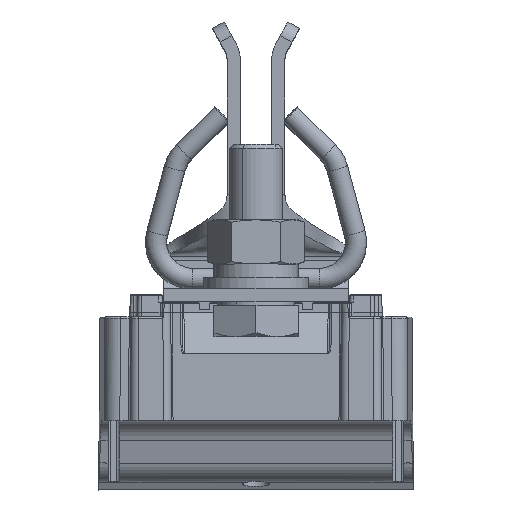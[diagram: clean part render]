
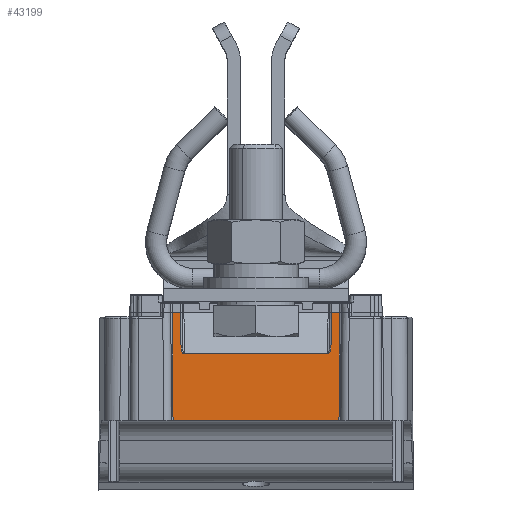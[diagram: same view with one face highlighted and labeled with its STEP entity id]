
A CAD part, top view. The second image highlights one B-rep face of the part: STEP entity #43199.
In plain terms, the highlighted face is planar.
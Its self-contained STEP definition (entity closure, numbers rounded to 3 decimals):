
#8340=CARTESIAN_POINT('',(15.895,-75.605,33.5));
#8942=DIRECTION('',(-1.,0.,0.));
#8943=VECTOR('',#8942,1.6);
#8944=CARTESIAN_POINT('',(15.895,-75.605,33.5));
#8945=LINE('',#8944,#8943);
#8956=DIRECTION('',(1.,0.,0.));
#8957=VECTOR('',#8956,1.6);
#8958=CARTESIAN_POINT('',(-15.895,-75.605,
33.5));
#8959=LINE('',#8958,#8957);
#8963=DIRECTION('',(0.006,-0.006,-1.));
#8964=VECTOR('',#8963,6.707);
#8965=CARTESIAN_POINT('',(-14.295,-75.605,
33.5));
#8966=LINE('',#8965,#8964);
#8970=DIRECTION('',(0.006,0.006,1.));
#8971=VECTOR('',#8970,6.707);
#8972=CARTESIAN_POINT('',(14.256,-75.644,26.793));
#8973=LINE('',#8972,#8971);
#8977=DIRECTION('',(-0.006,-0.006,-1.));
#8978=VECTOR('',#8977,20.501);
#8979=CARTESIAN_POINT('',(15.895,-75.605,33.5));
#8980=LINE('',#8979,#8978);
#8984=DIRECTION('',(-1.,0.,0.));
#8985=VECTOR('',#8984,31.551);
#8986=CARTESIAN_POINT('',(15.776,-75.724,13.));
#8987=LINE('',#8986,#8985);
#8991=DIRECTION('',(-0.006,0.006,1.));
#8992=VECTOR('',#8991,20.501);
#8993=CARTESIAN_POINT('',(-15.776,-75.724,
13.));
#8994=LINE('',#8993,#8992);
#9227=CARTESIAN_POINT('',(14.256,-75.644,26.793));
#9228=CARTESIAN_POINT('',(14.232,-75.646,26.547));
#9229=CARTESIAN_POINT('',(14.184,-75.648,26.157));
#9230=CARTESIAN_POINT('',(14.088,-75.649,26.027));
#9231=CARTESIAN_POINT('',(14.043,-75.649,25.924));
#9232=CARTESIAN_POINT('',(14.014,-75.65,25.878));
#9233=CARTESIAN_POINT('',(13.987,-75.65,25.841));
#9234=CARTESIAN_POINT('',(13.901,-75.65,25.755));
#9235=CARTESIAN_POINT('',(13.766,-75.651,25.663));
#9236=CARTESIAN_POINT('',(13.689,-75.651,25.652));
#9237=CARTESIAN_POINT('',(13.651,-75.651,25.654));
#9242=DIRECTION('',(-1.,0.,0.));
#9243=VECTOR('',#9242,27.302);
#9244=CARTESIAN_POINT('',(13.651,-75.651,25.654));
#9245=LINE('',#9244,#9243);
#9283=CARTESIAN_POINT('',(-13.651,-75.651,
25.654));
#9284=CARTESIAN_POINT('',(-13.692,-75.651,
25.652));
#9285=CARTESIAN_POINT('',(-13.772,-75.651,
25.665));
#9286=CARTESIAN_POINT('',(-13.895,-75.65,
25.751));
#9287=CARTESIAN_POINT('',(-13.989,-75.65,
25.846));
#9288=CARTESIAN_POINT('',(-14.014,-75.65,
25.882));
#9289=CARTESIAN_POINT('',(-14.046,-75.649,
25.922));
#9290=CARTESIAN_POINT('',(-14.086,-75.649,
26.028));
#9291=CARTESIAN_POINT('',(-14.186,-75.648,
26.161));
#9292=CARTESIAN_POINT('',(-14.232,-75.646,
26.549));
#9293=CARTESIAN_POINT('',(-14.256,-75.644,
26.793));
#24972=VERTEX_POINT('',#8340);
#25113=CARTESIAN_POINT('',(14.295,-75.605,
33.5));
#25114=VERTEX_POINT('',#25113);
#25115=CARTESIAN_POINT('',(-15.895,-75.605,
33.5));
#25116=CARTESIAN_POINT('',(-14.295,-75.605,
33.5));
#25117=VERTEX_POINT('',#25115);
#25118=VERTEX_POINT('',#25116);
#25119=CARTESIAN_POINT('',(-14.256,-75.644,
26.793));
#25120=VERTEX_POINT('',#25119);
#25121=VERTEX_POINT('',#9283);
#25122=CARTESIAN_POINT('',(13.651,-75.651,
25.654));
#25123=VERTEX_POINT('',#25122);
#25124=VERTEX_POINT('',#9227);
#25125=CARTESIAN_POINT('',(15.776,-75.724,
13.));
#25126=VERTEX_POINT('',#25125);
#25127=CARTESIAN_POINT('',(-15.776,-75.724,
13.));
#25128=VERTEX_POINT('',#25127);
#43173=CARTESIAN_POINT('',(0.,-75.8,0.));
#43174=DIRECTION('',(0.,-1.,0.006));
#43175=DIRECTION('',(-1.,0.,0.));
#43176=AXIS2_PLACEMENT_3D('',#43173,#43174,#43175);
#43177=PLANE('',#43176);
#43179=ORIENTED_EDGE('',*,*,#43178,.T.);
#43181=ORIENTED_EDGE('',*,*,#43180,.T.);
#43183=ORIENTED_EDGE('',*,*,#43182,.F.);
#43185=ORIENTED_EDGE('',*,*,#43184,.F.);
#43187=ORIENTED_EDGE('',*,*,#43186,.F.);
#43189=ORIENTED_EDGE('',*,*,#43188,.T.);
#43190=ORIENTED_EDGE('',*,*,#43159,.F.);
#43192=ORIENTED_EDGE('',*,*,#43191,.T.);
#43194=ORIENTED_EDGE('',*,*,#43193,.T.);
#43196=ORIENTED_EDGE('',*,*,#43195,.T.);
#43197=EDGE_LOOP('',(#43179,#43181,#43183,#43185,#43187,#43189,#43190,#43192,
#43194,#43196));
#43198=FACE_OUTER_BOUND('',#43197,.F.);
#9238=B_SPLINE_CURVE_WITH_KNOTS('',3,(#9227,#9228,#9229,#9230,#9231,#9232,#9233,
#9234,#9235,#9236,#9237),.UNSPECIFIED.,.F.,.F.,(4,1,1,1,1,1,1,1,4),(0.,
0.125,0.25,0.375,0.5,0.625,0.75,0.875,1.),.UNSPECIFIED.);
#9294=B_SPLINE_CURVE_WITH_KNOTS('',3,(#9283,#9284,#9285,#9286,#9287,#9288,#9289,
#9290,#9291,#9292,#9293),.UNSPECIFIED.,.F.,.F.,(4,1,1,1,1,1,1,1,4),(0.,
0.125,0.25,0.375,0.5,0.625,0.75,0.875,1.),.UNSPECIFIED.);
#43159=EDGE_CURVE('',#24972,#25114,#8945,.T.);
#43178=EDGE_CURVE('',#25117,#25118,#8959,.T.);
#43180=EDGE_CURVE('',#25118,#25120,#8966,.T.);
#43182=EDGE_CURVE('',#25121,#25120,#9294,.T.);
#43184=EDGE_CURVE('',#25123,#25121,#9245,.T.);
#43186=EDGE_CURVE('',#25124,#25123,#9238,.T.);
#43188=EDGE_CURVE('',#25124,#25114,#8973,.T.);
#43191=EDGE_CURVE('',#24972,#25126,#8980,.T.);
#43193=EDGE_CURVE('',#25126,#25128,#8987,.T.);
#43195=EDGE_CURVE('',#25128,#25117,#8994,.T.);
#43199=ADVANCED_FACE('',(#43198),#43177,.T.);
